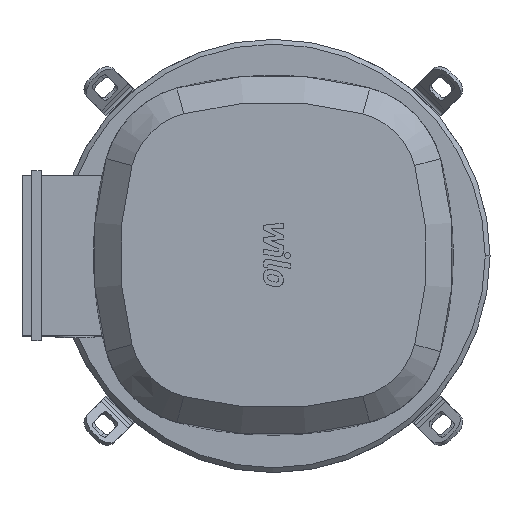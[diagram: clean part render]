
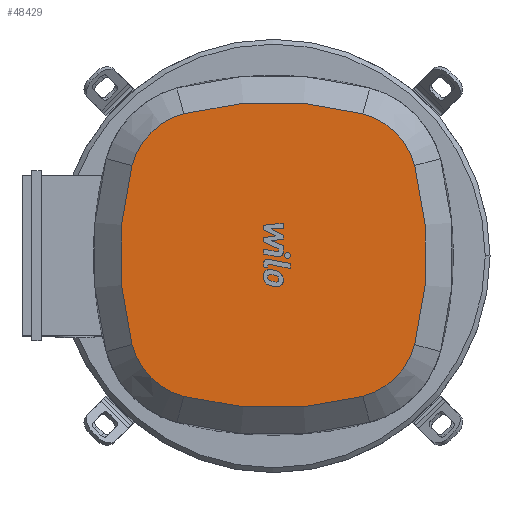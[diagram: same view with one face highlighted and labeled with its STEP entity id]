
A CAD part, top view. The second image highlights one B-rep face of the part: STEP entity #48429.
In plain terms, the highlighted planar face has unit normal (0, 0, 1).
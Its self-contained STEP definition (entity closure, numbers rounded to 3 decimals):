
#48064=CARTESIAN_POINT('',(-146.784,-92.992,1968.0));
#48065=VERTEX_POINT('',#48064);
#48083=CARTESIAN_POINT('',(-92.992,-146.784,1968.0));
#48084=VERTEX_POINT('',#48083);
#48091=CARTESIAN_POINT('',(-73.362,-73.362,1968.0));
#48092=DIRECTION('',(0.0,0.0,-1.0));
#48093=DIRECTION('',(0.0,-1.0,0.0));
#48094=AXIS2_PLACEMENT_3D('',#48091,#48092,#48093);
#48095=CIRCLE('',#48094,76.);
#48096=EDGE_CURVE('',#48084,#48065,#48095,.T.);
#48106=CARTESIAN_POINT('',(-146.784,92.992,1968.0));
#48107=VERTEX_POINT('',#48106);
#48124=CARTESIAN_POINT('',(201.037,0.,1968.0));
#48125=DIRECTION('',(0.0,0.0,-1.));
#48126=DIRECTION('',(-0.966,0.258,0.0));
#48127=AXIS2_PLACEMENT_3D('',#48124,#48125,#48126);
#48128=CIRCLE('',#48127,360.037);
#48129=EDGE_CURVE('',#48065,#48107,#48128,.T.);
#48141=CARTESIAN_POINT('',(92.992,-146.784,1968.0));
#48142=VERTEX_POINT('',#48141);
#48149=CARTESIAN_POINT('',(0.,201.037,1968.0));
#48150=DIRECTION('',(0.0,0.0,-1.0));
#48151=DIRECTION('',(-0.258,-0.966,0.0));
#48152=AXIS2_PLACEMENT_3D('',#48149,#48150,#48151);
#48153=CIRCLE('',#48152,360.037);
#48154=EDGE_CURVE('',#48142,#48084,#48153,.T.);
#48172=CARTESIAN_POINT('',(-92.992,146.784,1968.0));
#48173=VERTEX_POINT('',#48172);
#48190=CARTESIAN_POINT('',(-73.362,73.362,1968.0));
#48191=DIRECTION('',(0.0,0.0,-1.0));
#48192=DIRECTION('',(-1.0,0.0,0.0));
#48193=AXIS2_PLACEMENT_3D('',#48190,#48191,#48192);
#48194=CIRCLE('',#48193,76.0);
#48195=EDGE_CURVE('',#48107,#48173,#48194,.T.);
#48207=CARTESIAN_POINT('',(146.784,-92.992,1968.0));
#48208=VERTEX_POINT('',#48207);
#48215=CARTESIAN_POINT('',(73.362,-73.362,1968.0));
#48216=DIRECTION('',(0.0,0.0,-1.0));
#48217=DIRECTION('',(1.0,0.0,0.0));
#48218=AXIS2_PLACEMENT_3D('',#48215,#48216,#48217);
#48219=CIRCLE('',#48218,76.0);
#48220=EDGE_CURVE('',#48208,#48142,#48219,.T.);
#48238=CARTESIAN_POINT('',(92.992,146.784,1968.0));
#48239=VERTEX_POINT('',#48238);
#48256=CARTESIAN_POINT('',(0.,-201.037,1968.0));
#48257=DIRECTION('',(0.0,0.0,-1.));
#48258=DIRECTION('',(0.258,0.966,0.0));
#48259=AXIS2_PLACEMENT_3D('',#48256,#48257,#48258);
#48260=CIRCLE('',#48259,360.037);
#48261=EDGE_CURVE('',#48173,#48239,#48260,.T.);
#48273=CARTESIAN_POINT('',(146.784,92.992,1968.0));
#48274=VERTEX_POINT('',#48273);
#48281=CARTESIAN_POINT('',(-201.037,0.,1968.0));
#48282=DIRECTION('',(0.0,0.0,-1.));
#48283=DIRECTION('',(0.966,-0.258,0.0));
#48284=AXIS2_PLACEMENT_3D('',#48281,#48282,#48283);
#48285=CIRCLE('',#48284,360.037);
#48286=EDGE_CURVE('',#48274,#48208,#48285,.T.);
#48305=CARTESIAN_POINT('',(73.362,73.362,1968.0));
#48306=DIRECTION('',(0.0,0.0,-1.0));
#48307=DIRECTION('',(0.0,1.0,0.0));
#48308=AXIS2_PLACEMENT_3D('',#48305,#48306,#48307);
#48309=CIRCLE('',#48308,76.);
#48310=EDGE_CURVE('',#48239,#48274,#48309,.T.);
#48414=CARTESIAN_POINT('',(161.334,0.,1968.0));
#48415=DIRECTION('',(0.0,0.0,1.0));
#48416=DIRECTION('',(-1.0,0.0,0.0));
#48417=AXIS2_PLACEMENT_3D('',#48414,#48415,#48416);
#48418=PLANE('',#48417);
#48419=ORIENTED_EDGE('',*,*,#48096,.F.);
#48420=ORIENTED_EDGE('',*,*,#48154,.F.);
#48421=ORIENTED_EDGE('',*,*,#48220,.F.);
#48422=ORIENTED_EDGE('',*,*,#48286,.F.);
#48423=ORIENTED_EDGE('',*,*,#48310,.F.);
#48424=ORIENTED_EDGE('',*,*,#48261,.F.);
#48425=ORIENTED_EDGE('',*,*,#48195,.F.);
#48426=ORIENTED_EDGE('',*,*,#48129,.F.);
#48427=EDGE_LOOP('',(#48419,#48420,#48421,#48422,#48423,#48424,#48425,#48426));
#48428=FACE_OUTER_BOUND('',#48427,.T.);
#48429=ADVANCED_FACE('',(#48428),#48418,.T.);
